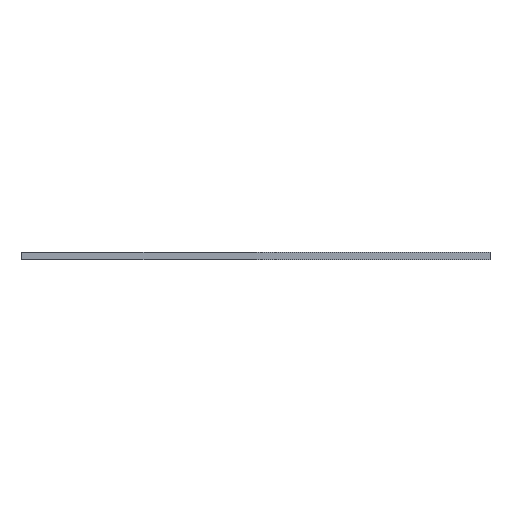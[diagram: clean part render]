
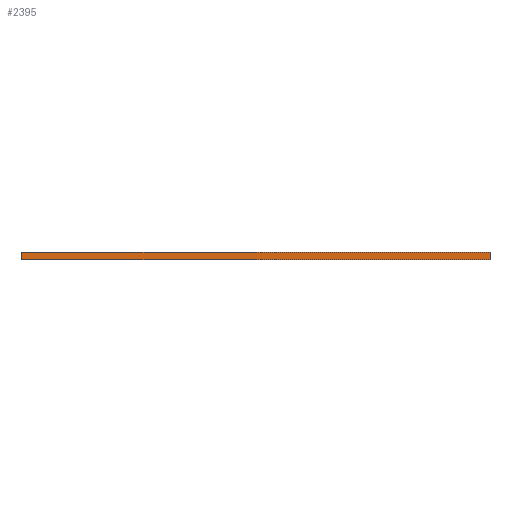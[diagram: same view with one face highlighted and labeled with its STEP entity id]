
A CAD part, front view. The second image highlights one B-rep face of the part: STEP entity #2395.
In plain terms, the highlighted planar face has unit normal (0, -1, 0).
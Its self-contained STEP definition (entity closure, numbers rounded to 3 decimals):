
#21=DIRECTION('',(1.,0.,0.));
#22=VECTOR('',#21,470.);
#23=CARTESIAN_POINT('',(-235.,0.,0.));
#24=LINE('',#23,#22);
#551=DIRECTION('',(0.,0.,1.));
#552=VECTOR('',#551,8.);
#553=CARTESIAN_POINT('',(235.,0.,0.));
#554=LINE('',#553,#552);
#555=DIRECTION('',(0.,0.,1.));
#556=VECTOR('',#555,8.);
#557=CARTESIAN_POINT('',(-235.,0.,0.));
#558=LINE('',#557,#556);
#579=DIRECTION('',(1.,0.,0.));
#580=VECTOR('',#579,470.);
#581=CARTESIAN_POINT('',(-235.,0.,8.));
#582=LINE('',#581,#580);
#1637=CARTESIAN_POINT('',(235.,0.,0.));
#1639=VERTEX_POINT('',#1637);
#1642=CARTESIAN_POINT('',(-235.,0.,0.));
#1644=VERTEX_POINT('',#1642);
#1645=CARTESIAN_POINT('',(235.,0.,8.));
#1647=VERTEX_POINT('',#1645);
#1650=CARTESIAN_POINT('',(-235.,0.,8.));
#1652=VERTEX_POINT('',#1650);
#2382=CARTESIAN_POINT('',(-235.,0.,0.));
#2383=DIRECTION('',(0.,-1.,0.));
#2384=DIRECTION('',(1.,0.,0.));
#2385=AXIS2_PLACEMENT_3D('',#2382,#2383,#2384);
#2386=PLANE('',#2385);
#2387=ORIENTED_EDGE('',*,*,#2044,.F.);
#2389=ORIENTED_EDGE('',*,*,#2388,.T.);
#2391=ORIENTED_EDGE('',*,*,#2390,.T.);
#2392=ORIENTED_EDGE('',*,*,#2373,.F.);
#2393=EDGE_LOOP('',(#2387,#2389,#2391,#2392));
#2394=FACE_OUTER_BOUND('',#2393,.F.);
#2395=ADVANCED_FACE('',(#2394),#2386,.T.);
#2044=EDGE_CURVE('',#1644,#1639,#24,.T.);
#2373=EDGE_CURVE('',#1639,#1647,#554,.T.);
#2388=EDGE_CURVE('',#1644,#1652,#558,.T.);
#2390=EDGE_CURVE('',#1652,#1647,#582,.T.);
